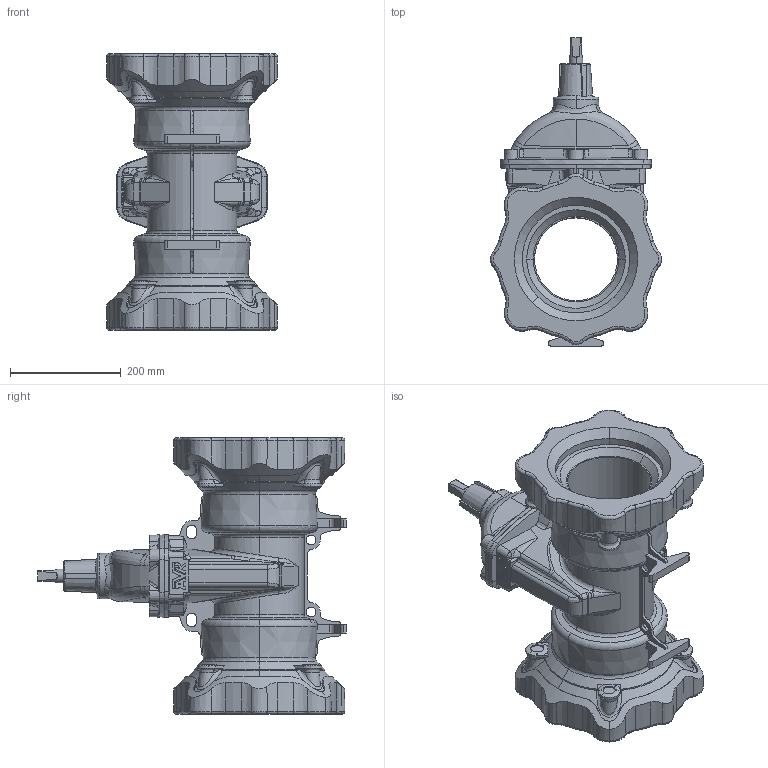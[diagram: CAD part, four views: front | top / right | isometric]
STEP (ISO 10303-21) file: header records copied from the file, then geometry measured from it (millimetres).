
FILE_DESCRIPTION (( 'STEP AP203' ), '1' );
FILE_NAME ('O_636_00_DN150_AA0_step.step', '2015-10-29T10:15:54', ( 'Windows User' ), ( 'AVK' ), 'SwSTEP 2.0', 'SolidWorks 2012', '' );
FILE_SCHEMA (( 'CONFIG_CONTROL_DESIGN' ));
Length unit declared in the file: millimetre
Products named in the file (1): O_636_00_DN150_AA0_step
Bounding box: 309.25 x 557.26 x 499.2 mm (x, y, z)
Volume: 15467576.7 mm3; surface area: 970523.4 mm2
Topology: 1 solids, 1 shells, 1034 faces, 2744 edges, 1712 vertices
Faces by surface type: plane 250, cylinder 234, bspline 188, torus 180, cone 170, sphere 12
Entity records: 50928 total; most frequent: CARTESIAN_POINT 27946, ORIENTED_EDGE 5464, DIRECTION 4129, EDGE_CURVE 2732, VERTEX_POINT 1712, AXIS2_PLACEMENT_3D 1629, EDGE_LOOP 1056, ADVANCED_FACE 1034
